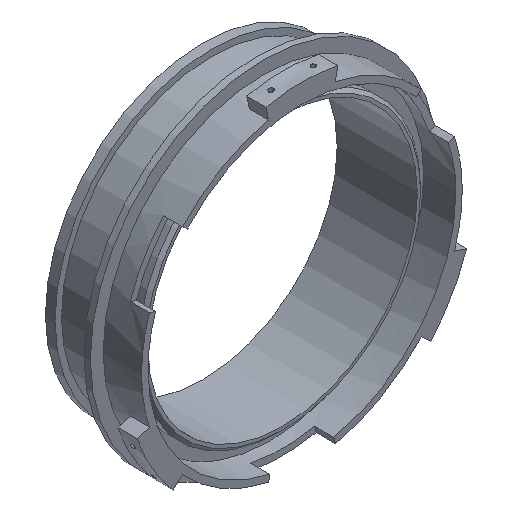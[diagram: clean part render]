
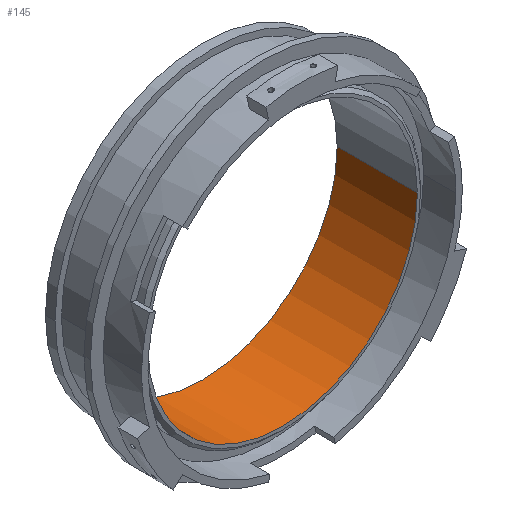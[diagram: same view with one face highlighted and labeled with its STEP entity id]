
A CAD part, isometric view. The second image highlights one B-rep face of the part: STEP entity #145.
In plain terms, the highlighted cylindrical face has radius 42 mm (diameter 84 mm), a partial arc.
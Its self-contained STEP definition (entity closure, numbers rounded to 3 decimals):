
#19 = CARTESIAN_POINT ( 'NONE',  ( 0., 6., 0. ) ) ;
#20 = CARTESIAN_POINT ( 'NONE',  ( -42., 15.856, 0. ) ) ;
#42 = VECTOR ( 'NONE', #208, 1000. ) ;
#145 = ADVANCED_FACE ( 'NONE', ( #234 ), #1530, .F. ) ;
#177 = VECTOR ( 'NONE', #1504, 1000. ) ;
#207 = DIRECTION ( 'NONE',  ( -1., 0., 0. ) ) ;
#208 = DIRECTION ( 'NONE',  ( 0., 1., 0. ) ) ;
#234 = FACE_OUTER_BOUND ( 'NONE', #279, .T. ) ;
#279 = EDGE_LOOP ( 'NONE', ( #1245, #1997, #1094, #798 ) ) ;
#450 = CARTESIAN_POINT ( 'NONE',  ( -42., 6., 0. ) ) ;
#484 = CARTESIAN_POINT ( 'NONE',  ( 0., 31., 0. ) ) ;
#659 = DIRECTION ( 'NONE',  ( 0., 1., 0. ) ) ;
#773 = EDGE_CURVE ( 'NONE', #1332, #1591, #1740, .T. ) ;
#798 = ORIENTED_EDGE ( 'NONE', *, *, #1423, .F. ) ;
#800 = VERTEX_POINT ( 'NONE', #1683 ) ;
#840 = CIRCLE ( 'NONE', #1586, 42. ) ;
#1057 = DIRECTION ( 'NONE',  ( -1., 0., 0. ) ) ;
#1094 = ORIENTED_EDGE ( 'NONE', *, *, #1645, .T. ) ;
#1098 = LINE ( 'NONE', #1860, #177 ) ;
#1199 = CARTESIAN_POINT ( 'NONE',  ( 42., 6., 0. ) ) ;
#1245 = ORIENTED_EDGE ( 'NONE', *, *, #773, .F. ) ;
#1258 = DIRECTION ( 'NONE',  ( 0., 1., 0. ) ) ;
#1332 = VERTEX_POINT ( 'NONE', #1199 ) ;
#1339 = CARTESIAN_POINT ( 'NONE',  ( -42., 31., 0. ) ) ;
#1419 = AXIS2_PLACEMENT_3D ( 'NONE', #19, #1258, #207 ) ;
#1423 = EDGE_CURVE ( 'NONE', #1591, #1757, #1450, .T. ) ;
#1450 = LINE ( 'NONE', #20, #42 ) ;
#1504 = DIRECTION ( 'NONE',  ( 0., 1., 0. ) ) ;
#1530 = CYLINDRICAL_SURFACE ( 'NONE', #2087, 42. ) ;
#1586 = AXIS2_PLACEMENT_3D ( 'NONE', #484, #1727, #1795 ) ;
#1591 = VERTEX_POINT ( 'NONE', #450 ) ;
#1645 = EDGE_CURVE ( 'NONE', #800, #1757, #840, .T. ) ;
#1683 = CARTESIAN_POINT ( 'NONE',  ( 42., 31., 0. ) ) ;
#1727 = DIRECTION ( 'NONE',  ( 0., 1., 0. ) ) ;
#1740 = CIRCLE ( 'NONE', #1419, 42. ) ;
#1757 = VERTEX_POINT ( 'NONE', #1339 ) ;
#1795 = DIRECTION ( 'NONE',  ( -1., 0., 0. ) ) ;
#1860 = CARTESIAN_POINT ( 'NONE',  ( 42., 15.856, 0. ) ) ;
#1899 = CARTESIAN_POINT ( 'NONE',  ( 0., 15.856, 0. ) ) ;
#1997 = ORIENTED_EDGE ( 'NONE', *, *, #2001, .T. ) ;
#2001 = EDGE_CURVE ( 'NONE', #1332, #800, #1098, .T. ) ;
#2087 = AXIS2_PLACEMENT_3D ( 'NONE', #1899, #659, #1057 ) ;
